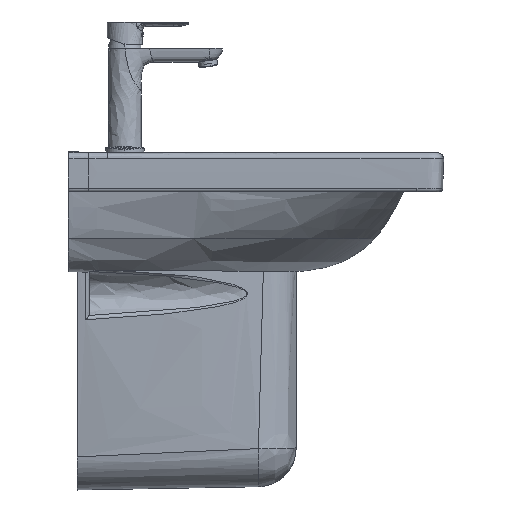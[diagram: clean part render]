
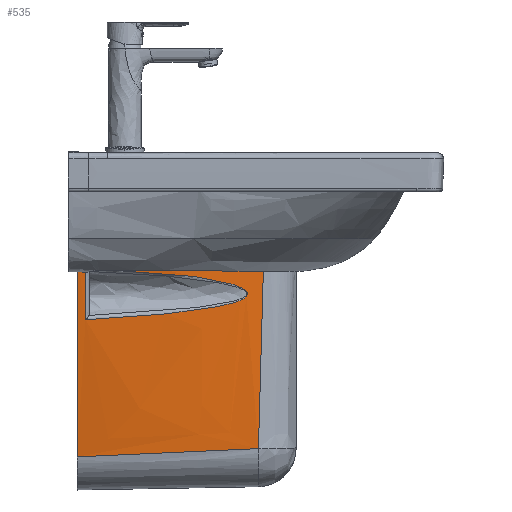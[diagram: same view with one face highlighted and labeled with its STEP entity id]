
A CAD part, left-side view. The second image highlights one B-rep face of the part: STEP entity #535.
In plain terms, the highlighted free-form (B-spline) face has degree [3, 3] with [4, 4] control points.
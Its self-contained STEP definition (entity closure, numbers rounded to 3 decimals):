
#79=FACE_BOUND('',#1535,.T.);
#535=ADVANCED_FACE('',(#1020,#79),#7436,.T.);
#1020=FACE_OUTER_BOUND('',#1534,.T.);
#1534=EDGE_LOOP('',(#3705,#3706,#3707,#3708));
#1535=EDGE_LOOP('',(#3709,#3710));
#3705=ORIENTED_EDGE('',*,*,#5044,.T.);
#3706=ORIENTED_EDGE('',*,*,#4979,.T.);
#3707=ORIENTED_EDGE('',*,*,#4980,.T.);
#3708=ORIENTED_EDGE('',*,*,#4981,.T.);
#3709=ORIENTED_EDGE('',*,*,#4976,.T.);
#3710=ORIENTED_EDGE('',*,*,#4972,.T.);
#4972=EDGE_CURVE('',#6903,#6902,#6171,.T.);
#4976=EDGE_CURVE('',#6902,#6903,#6175,.T.);
#4979=EDGE_CURVE('',#6908,#6909,#6177,.T.);
#4980=EDGE_CURVE('',#6909,#6910,#6178,.T.);
#4981=EDGE_CURVE('',#6910,#6907,#6179,.T.);
#5044=EDGE_CURVE('',#6907,#6908,#6226,.T.);
#6171=B_SPLINE_CURVE_WITH_KNOTS('',3,(#107462,#107463,#107464,#107465,#107466,
#107467,#107468,#107469,#107470,#107471,#107472,#107473,#107474,#107475,
#107476,#107477,#107478,#107479,#107480,#107481,#107482,#107483,#107484,
#107485,#107486,#107487,#107488,#107489,#107490,#107491,#107492,#107493,
#107494),.UNSPECIFIED.,.F.,.F.,(4,1,1,1,1,1,1,1,1,1,1,1,1,1,1,1,1,1,1,1,
1,1,1,1,1,1,1,1,1,1,4),(1.086,7.218,13.35,
14.372,15.394,16.416,19.482,20.504,
21.015,21.271,21.526,21.867,22.207,
22.378,22.463,22.548,22.718,22.889,
23.229,23.57,23.698,23.826,24.081,
24.592,25.614,27.147,28.68,31.746,
34.812,37.878,44.01),.UNSPECIFIED.);
#6175=B_SPLINE_CURVE_WITH_KNOTS('',3,(#107511,#107512,#107513,#107514),
 .UNSPECIFIED.,.F.,.F.,(4,4),(17.69,24.377),
 .UNSPECIFIED.);
#6177=B_SPLINE_CURVE_WITH_KNOTS('',3,(#107524,#107525,#107526,#107527),
 .UNSPECIFIED.,.F.,.F.,(4,4),(-241.837,0.),.UNSPECIFIED.);
#6178=B_SPLINE_CURVE_WITH_KNOTS('',3,(#107528,#107529,#107530,#107531),
 .UNSPECIFIED.,.F.,.F.,(4,4),(0.,265.777),.UNSPECIFIED.);
#6179=B_SPLINE_CURVE_WITH_KNOTS('',3,(#107532,#107533,#107534,#107535),
 .UNSPECIFIED.,.F.,.F.,(4,4),(0.,232.077),.UNSPECIFIED.);
#6226=B_SPLINE_CURVE_WITH_KNOTS('',3,(#108044,#108045,#108046,#108047,#108048,
#108049,#108050,#108051,#108052,#108053),.UNSPECIFIED.,.F.,.F.,(4,1,1,1,
1,1,1,4),(0.,0.45,0.901,1.802,3.603,
7.206,14.413,25.222),.UNSPECIFIED.);
#6902=VERTEX_POINT('',#107333);
#6903=VERTEX_POINT('',#107334);
#6907=VERTEX_POINT('',#107338);
#6908=VERTEX_POINT('',#107339);
#6909=VERTEX_POINT('',#107340);
#6910=VERTEX_POINT('',#107341);
#7436=B_SPLINE_SURFACE_WITH_KNOTS('',3,3,((#106004,#106005,#106006,#106007),
(#106008,#106009,#106010,#106011),(#106012,#106013,#106014,#106015),(#106016,
#106017,#106018,#106019)),.UNSPECIFIED.,.F.,.F.,.F.,(4,4),(4,4),(0.,265.777),
(0.,241.837),.UNSPECIFIED.);
#106004=CARTESIAN_POINT('',(-122.307,228.71,-43.883));
#106005=CARTESIAN_POINT('',(-109.528,149.117,-43.897));
#106006=CARTESIAN_POINT('',(-96.749,69.524,-43.91));
#106007=CARTESIAN_POINT('',(-83.97,-10.069,-43.924));
#106008=CARTESIAN_POINT('',(-108.848,228.708,-131.447));
#106009=CARTESIAN_POINT('',(-99.92,149.115,-130.258));
#106010=CARTESIAN_POINT('',(-90.992,69.523,-129.069));
#106011=CARTESIAN_POINT('',(-82.064,-10.069,-127.88));
#106012=CARTESIAN_POINT('',(-85.518,228.704,-283.229));
#106013=CARTESIAN_POINT('',(-83.264,149.113,-278.829));
#106014=CARTESIAN_POINT('',(-81.01,69.521,-274.43));
#106015=CARTESIAN_POINT('',(-78.756,-10.07,-270.03));
#106016=CARTESIAN_POINT('',(-81.929,228.704,-306.575));
#106017=CARTESIAN_POINT('',(-80.703,149.112,-302.981));
#106018=CARTESIAN_POINT('',(-79.477,69.521,-299.387));
#106019=CARTESIAN_POINT('',(-78.252,-10.07,-295.793));
#107333=CARTESIAN_POINT('',(-107.683,218.143,-131.127));
#107334=CARTESIAN_POINT('',(-117.46,217.977,-64.98));
#107338=CARTESIAN_POINT('',(-78.359,-3.11,-296.107));
#107339=CARTESIAN_POINT('',(-83.97,-10.069,-43.924));
#107340=CARTESIAN_POINT('',(-122.307,228.71,-43.883));
#107341=CARTESIAN_POINT('',(-81.929,228.704,-306.575));
#107462=CARTESIAN_POINT('',(-117.46,217.977,-64.98));
#107463=CARTESIAN_POINT('',(-114.355,197.787,-65.578));
#107464=CARTESIAN_POINT('',(-108.094,157.427,-67.415));
#107465=CARTESIAN_POINT('',(-101.309,113.784,-71.171));
#107466=CARTESIAN_POINT('',(-97.191,87.072,-74.527));
#107467=CARTESIAN_POINT('',(-95.655,77.08,-75.924));
#107468=CARTESIAN_POINT('',(-93.104,60.43,-78.546));
#107469=CARTESIAN_POINT('',(-90.554,43.647,-81.782));
#107470=CARTESIAN_POINT('',(-88.366,29.174,-85.984));
#107471=CARTESIAN_POINT('',(-87.529,23.655,-88.007));
#107472=CARTESIAN_POINT('',(-87.057,20.564,-89.328));
#107473=CARTESIAN_POINT('',(-86.669,18.038,-90.546));
#107474=CARTESIAN_POINT('',(-86.245,15.318,-92.126));
#107475=CARTESIAN_POINT('',(-85.889,13.114,-93.862));
#107476=CARTESIAN_POINT('',(-85.67,11.874,-95.432));
#107477=CARTESIAN_POINT('',(-85.568,11.369,-96.447));
#107478=CARTESIAN_POINT('',(-85.487,11.04,-97.54));
#107479=CARTESIAN_POINT('',(-85.44,11.077,-99.));
#107480=CARTESIAN_POINT('',(-85.496,12.085,-101.096));
#107481=CARTESIAN_POINT('',(-85.695,14.2,-103.07));
#107482=CARTESIAN_POINT('',(-85.932,16.508,-104.507));
#107483=CARTESIAN_POINT('',(-86.117,18.262,-105.427));
#107484=CARTESIAN_POINT('',(-86.28,19.794,-106.167));
#107485=CARTESIAN_POINT('',(-86.575,22.534,-107.352));
#107486=CARTESIAN_POINT('',(-87.183,28.129,-109.375));
#107487=CARTESIAN_POINT('',(-88.259,37.923,-112.125));
#107488=CARTESIAN_POINT('',(-89.72,51.234,-114.981));
#107489=CARTESIAN_POINT('',(-91.911,71.272,-118.425));
#107490=CARTESIAN_POINT('',(-94.644,96.476,-121.75));
#107491=CARTESIAN_POINT('',(-97.91,126.836,-124.876));
#107492=CARTESIAN_POINT('',(-102.255,167.412,-128.235));
#107493=CARTESIAN_POINT('',(-105.505,197.842,-130.09));
#107494=CARTESIAN_POINT('',(-107.683,218.143,-131.127));
#107511=CARTESIAN_POINT('',(-107.683,218.143,-131.127));
#107512=CARTESIAN_POINT('',(-110.944,218.087,-109.078));
#107513=CARTESIAN_POINT('',(-114.203,218.032,-87.029));
#107514=CARTESIAN_POINT('',(-117.46,217.977,-64.98));
#107524=CARTESIAN_POINT('',(-83.97,-10.069,-43.924));
#107525=CARTESIAN_POINT('',(-96.749,69.524,-43.91));
#107526=CARTESIAN_POINT('',(-109.528,149.117,-43.897));
#107527=CARTESIAN_POINT('',(-122.307,228.71,-43.883));
#107528=CARTESIAN_POINT('',(-122.307,228.71,-43.883));
#107529=CARTESIAN_POINT('',(-108.848,228.708,-131.447));
#107530=CARTESIAN_POINT('',(-85.518,228.704,-283.229));
#107531=CARTESIAN_POINT('',(-81.929,228.704,-306.575));
#107532=CARTESIAN_POINT('',(-81.929,228.704,-306.575));
#107533=CARTESIAN_POINT('',(-80.739,151.432,-303.086));
#107534=CARTESIAN_POINT('',(-79.549,74.161,-299.596));
#107535=CARTESIAN_POINT('',(-78.359,-3.11,-296.107));
#108044=CARTESIAN_POINT('',(-78.359,-3.11,-296.107));
#108045=CARTESIAN_POINT('',(-78.392,-3.149,-294.648));
#108046=CARTESIAN_POINT('',(-78.462,-3.227,-291.679));
#108047=CARTESIAN_POINT('',(-78.608,-3.387,-285.71));
#108048=CARTESIAN_POINT('',(-78.869,-3.673,-275.224));
#108049=CARTESIAN_POINT('',(-79.394,-4.252,-254.219));
#108050=CARTESIAN_POINT('',(-80.426,-5.423,-212.177));
#108051=CARTESIAN_POINT('',(-82.089,-7.435,-140.079));
#108052=CARTESIAN_POINT('',(-83.307,-9.096,-79.991));
#108053=CARTESIAN_POINT('',(-83.97,-10.069,-43.924));
